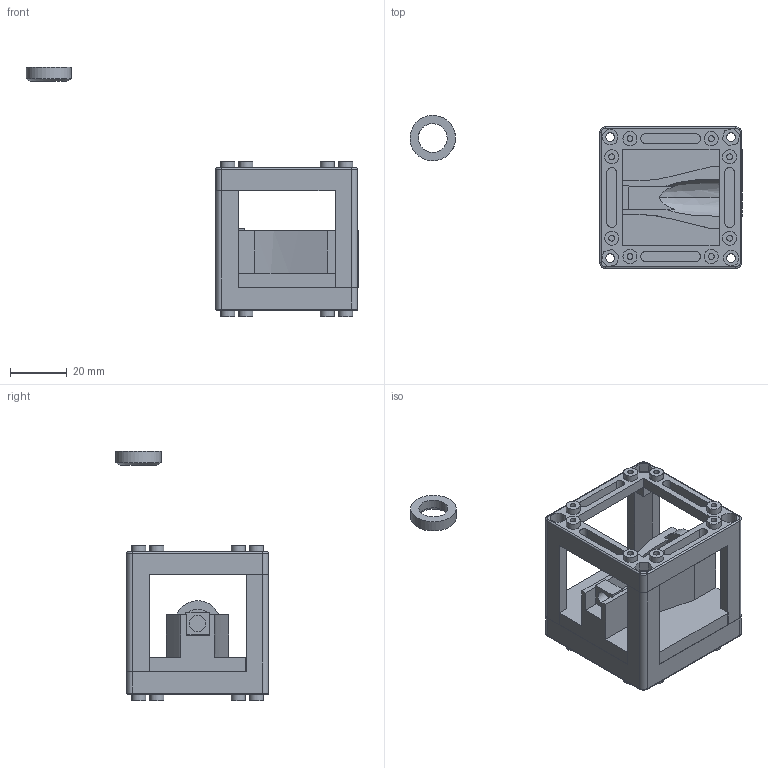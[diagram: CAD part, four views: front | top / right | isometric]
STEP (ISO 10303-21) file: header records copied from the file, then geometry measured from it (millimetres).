
FILE_DESCRIPTION(/* description */ (''),/* implementation_level */ '2;1');
FILE_NAME(/* name */ 'Assembly_Cube_Beamexpander_v3.iam.step',/* time_stamp */ '2022-11-29T09:00:46+01:00',/* author */ ('marsikovabarbora'),/* organization */ (''),/* preprocessor_version */ 'ST-DEVELOPER v18.1',/* originating_system */ 'Autodesk Inventor 2022',/* authorisation */ '');
FILE_SCHEMA (('AUTOMOTIVE_DESIGN { 1 0 10303 214 3 1 1 }'));
Length unit declared in the file: millimetre
Products named in the file (7): Assembly_Cube_Beamexpander_v3; Assembly_Cube_empty_IM_v3; 10_Cube_1x1_IM; 20_Cube_Insert_Beamexpander_v3; 00_Lens_Iphone_5s; 00_Lens_f_29_d12.6; 20_Beamexpander_Lens_Adapter
Assembly tree (8 placements, depth 3):
  Assembly_Cube_Beamexpander_v3
    Assembly_Cube_empty_IM_v3
      10_Cube_1x1_IM  x2
    20_Cube_Insert_Beamexpander_v3
    20_Beamexpander_Lens_Adapter  x2
    00_Lens_Iphone_5s
    00_Lens_f_29_d12.6
Bounding box: 116.65 x 53.74 x 87.69 mm (x, y, z)
Volume: 41426.9 mm3; surface area: 29153.4 mm2
Topology: 7 solids, 7 shells, 368 faces, 886 edges, 584 vertices
Faces by surface type: plane 225, cylinder 127, torus 8, bspline 8
Full cylindrical faces by diameter (mm): 2.05 x16, 3.1 x8, 4.95 x16, 5.5 x4, 5.694 x1, 10.142 x2, 12.6 x1, 12.8 x2, 14.083 x1, 16 x2
Entity records: 6678 total; most frequent: CARTESIAN_POINT 1398, DIRECTION 1065, ORIENTED_EDGE 1010, EDGE_CURVE 505, AXIS2_PLACEMENT_3D 357, LINE 351, VECTOR 351, VERTEX_POINT 334
